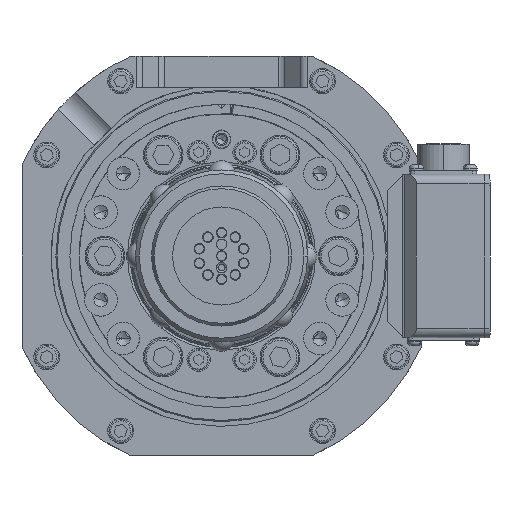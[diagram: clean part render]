
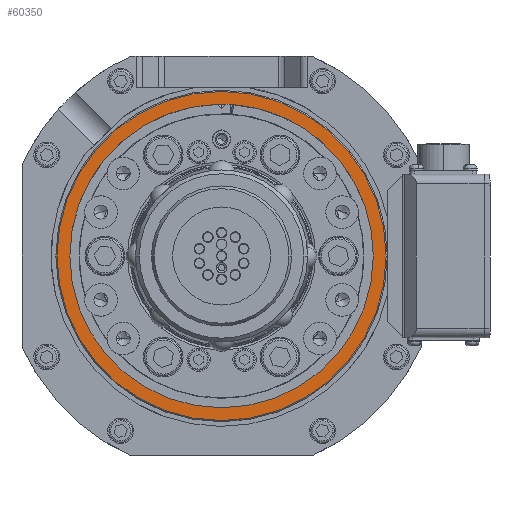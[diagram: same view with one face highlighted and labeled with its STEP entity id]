
A CAD part, front view. The second image highlights one B-rep face of the part: STEP entity #60350.
In plain terms, the highlighted planar face has unit normal (0, -1, 0).
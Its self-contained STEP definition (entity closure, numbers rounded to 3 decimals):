
#1098 = AXIS2_PLACEMENT_3D ( 'NONE', #77965, #107530, #116257 ) ;
#2106 = DIRECTION ( 'NONE',  ( 0., 1., 0. ) ) ;
#2517 = EDGE_CURVE ( 'NONE', #29768, #87713, #23410, .T. ) ;
#3297 = CARTESIAN_POINT ( 'NONE',  ( 0., -95.1, 0. ) ) ;
#4861 = FACE_BOUND ( 'NONE', #11642, .T. ) ;
#9047 = CARTESIAN_POINT ( 'NONE',  ( -64.5, -95.1, 0. ) ) ;
#11642 = EDGE_LOOP ( 'NONE', ( #40375, #36418 ) ) ;
#17157 = DIRECTION ( 'NONE',  ( 0., 1., 0. ) ) ;
#23410 = CIRCLE ( 'NONE', #51285, 64.5 ) ;
#29768 = VERTEX_POINT ( 'NONE', #9047 ) ;
#31812 = CARTESIAN_POINT ( 'NONE',  ( 0., -95.1, 0. ) ) ;
#36418 = ORIENTED_EDGE ( 'NONE', *, *, #60025, .T. ) ;
#38095 = CARTESIAN_POINT ( 'NONE',  ( -70.5, -95.1, 0. ) ) ;
#40375 = ORIENTED_EDGE ( 'NONE', *, *, #2517, .T. ) ;
#43857 = VERTEX_POINT ( 'NONE', #38095 ) ;
#44153 = DIRECTION ( 'NONE',  ( 0., -1., 0. ) ) ;
#51285 = AXIS2_PLACEMENT_3D ( 'NONE', #127662, #2106, #73160 ) ;
#53477 = EDGE_CURVE ( 'NONE', #43857, #99557, #63501, .T. ) ;
#58089 = DIRECTION ( 'NONE',  ( -1., 0., 0. ) ) ;
#60025 = EDGE_CURVE ( 'NONE', #87713, #29768, #63050, .T. ) ;
#60092 = DIRECTION ( 'NONE',  ( 0., -1., 0. ) ) ;
#60350 = ADVANCED_FACE ( 'NONE', ( #126400, #4861 ), #117605, .F. ) ;
#63050 = CIRCLE ( 'NONE', #121002, 64.5 ) ;
#63501 = CIRCLE ( 'NONE', #115009, 70.5 ) ;
#65801 = ORIENTED_EDGE ( 'NONE', *, *, #67363, .T. ) ;
#67363 = EDGE_CURVE ( 'NONE', #99557, #43857, #73654, .T. ) ;
#71134 = ORIENTED_EDGE ( 'NONE', *, *, #53477, .T. ) ;
#71899 = EDGE_LOOP ( 'NONE', ( #71134, #65801 ) ) ;
#73160 = DIRECTION ( 'NONE',  ( -1., 0., 0. ) ) ;
#73654 = CIRCLE ( 'NONE', #103405, 70.5 ) ;
#77965 = CARTESIAN_POINT ( 'NONE',  ( 0., -95.1, 64.5 ) ) ;
#87713 = VERTEX_POINT ( 'NONE', #95453 ) ;
#95453 = CARTESIAN_POINT ( 'NONE',  ( 64.5, -95.1, 0. ) ) ;
#99557 = VERTEX_POINT ( 'NONE', #131019 ) ;
#103405 = AXIS2_PLACEMENT_3D ( 'NONE', #31812, #60092, #113806 ) ;
#106622 = DIRECTION ( 'NONE',  ( -1., 0., 0. ) ) ;
#107530 = DIRECTION ( 'NONE',  ( 0., 1., 0. ) ) ;
#109165 = CARTESIAN_POINT ( 'NONE',  ( 0., -95.1, 0. ) ) ;
#113806 = DIRECTION ( 'NONE',  ( -1., 0., 0. ) ) ;
#115009 = AXIS2_PLACEMENT_3D ( 'NONE', #3297, #44153, #106622 ) ;
#116257 = DIRECTION ( 'NONE',  ( -1., 0., 0. ) ) ;
#117605 = PLANE ( 'NONE',  #1098 ) ;
#121002 = AXIS2_PLACEMENT_3D ( 'NONE', #109165, #17157, #58089 ) ;
#126400 = FACE_OUTER_BOUND ( 'NONE', #71899, .T. ) ;
#127662 = CARTESIAN_POINT ( 'NONE',  ( 0., -95.1, 0. ) ) ;
#131019 = CARTESIAN_POINT ( 'NONE',  ( 70.5, -95.1, 0. ) ) ;
